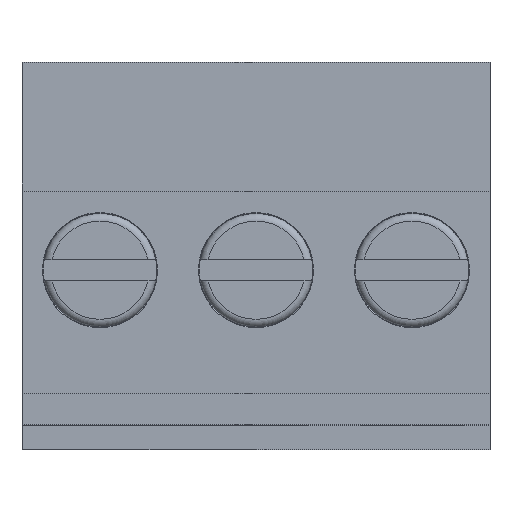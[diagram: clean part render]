
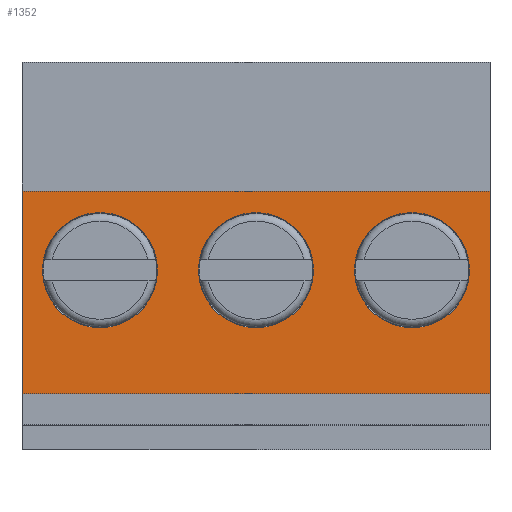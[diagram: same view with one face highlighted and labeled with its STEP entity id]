
A CAD part, top view. The second image highlights one B-rep face of the part: STEP entity #1352.
In plain terms, the highlighted planar face has unit normal (0, 0, 1).
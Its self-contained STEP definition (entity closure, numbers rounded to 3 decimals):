
#1352 = ADVANCED_FACE( '', ( #2731, #2732, #2733, #2734 ), #2735, .T. );
#2731 = FACE_BOUND( '', #4171, .T. );
#2732 = FACE_OUTER_BOUND( '', #4172, .T. );
#2733 = FACE_BOUND( '', #4173, .T. );
#2734 = FACE_BOUND( '', #4174, .T. );
#2735 = PLANE( '', #4175 );
#4171 = EDGE_LOOP( '', ( #7899 ) );
#4172 = EDGE_LOOP( '', ( #7900, #7901, #7902, #7903 ) );
#4173 = EDGE_LOOP( '', ( #7904 ) );
#4174 = EDGE_LOOP( '', ( #7905 ) );
#4175 = AXIS2_PLACEMENT_3D( '', #7906, #7907, #7908 );
#7899 = ORIENTED_EDGE( '', *, *, #9324, .T. );
#7900 = ORIENTED_EDGE( '', *, *, #9475, .F. );
#7901 = ORIENTED_EDGE( '', *, *, #10188, .F. );
#7902 = ORIENTED_EDGE( '', *, *, #9548, .T. );
#7903 = ORIENTED_EDGE( '', *, *, #9409, .T. );
#7904 = ORIENTED_EDGE( '', *, *, #10054, .T. );
#7905 = ORIENTED_EDGE( '', *, *, #10369, .T. );
#7906 = CARTESIAN_POINT( '', ( 7.62, -4.5, 9. ) );
#7907 = DIRECTION( '', ( 0., 0., 1. ) );
#7908 = DIRECTION( '', ( 1., 0., 0. ) );
#9324 = EDGE_CURVE( '', #11417, #11417, #11418, .T. );
#9409 = EDGE_CURVE( '', #11550, #11547, #11551, .T. );
#9475 = EDGE_CURVE( '', #11653, #11547, #11655, .T. );
#9548 = EDGE_CURVE( '', #11760, #11550, #11770, .T. );
#10054 = EDGE_CURVE( '', #12515, #12515, #12516, .T. );
#10188 = EDGE_CURVE( '', #11760, #11653, #12680, .T. );
#10369 = EDGE_CURVE( '', #12897, #12897, #12898, .T. );
#11417 = VERTEX_POINT( '', #14343 );
#11418 = CIRCLE( '', #14344, 1.875 );
#11547 = VERTEX_POINT( '', #14536 );
#11550 = VERTEX_POINT( '', #14540 );
#11551 = LINE( '', #14541, #14542 );
#11653 = VERTEX_POINT( '', #14683 );
#11655 = LINE( '', #14686, #14687 );
#11760 = VERTEX_POINT( '', #14842 );
#11770 = LINE( '', #14859, #14860 );
#12515 = VERTEX_POINT( '', #15953 );
#12516 = CIRCLE( '', #15954, 1.875 );
#12680 = LINE( '', #16197, #16198 );
#12897 = VERTEX_POINT( '', #16515 );
#12898 = CIRCLE( '', #16516, 1.875 );
#14343 = CARTESIAN_POINT( '', ( 1.875, -0.475, 9. ) );
#14344 = AXIS2_PLACEMENT_3D( '', #17254, #17255, #17256 );
#14536 = CARTESIAN_POINT( '', ( -7.62, 2.1, 9. ) );
#14540 = CARTESIAN_POINT( '', ( 7.62, 2.1, 9. ) );
#14541 = CARTESIAN_POINT( '', ( 7.62, 2.1, 9. ) );
#14542 = VECTOR( '', #17324, 1000. );
#14683 = CARTESIAN_POINT( '', ( -7.62, -4.5, 9. ) );
#14686 = CARTESIAN_POINT( '', ( -7.62, -4.5, 9. ) );
#14687 = VECTOR( '', #17401, 1000. );
#14842 = CARTESIAN_POINT( '', ( 7.62, -4.5, 9. ) );
#14859 = CARTESIAN_POINT( '', ( 7.62, -4.5, 9. ) );
#14860 = VECTOR( '', #17471, 1000. );
#15953 = CARTESIAN_POINT( '', ( 6.955, -0.475, 9. ) );
#15954 = AXIS2_PLACEMENT_3D( '', #17951, #17952, #17953 );
#16197 = CARTESIAN_POINT( '', ( 7.62, -4.5, 9. ) );
#16198 = VECTOR( '', #18048, 1000. );
#16515 = CARTESIAN_POINT( '', ( -3.205, -0.475, 9. ) );
#16516 = AXIS2_PLACEMENT_3D( '', #18185, #18186, #18187 );
#17254 = CARTESIAN_POINT( '', ( 0., -0.475, 9. ) );
#17255 = DIRECTION( '', ( 0., 0., -1. ) );
#17256 = DIRECTION( '', ( 1., 0., 0. ) );
#17324 = DIRECTION( '', ( -1., 0., 0. ) );
#17401 = DIRECTION( '', ( 0., 1., 0. ) );
#17471 = DIRECTION( '', ( 0., 1., 0. ) );
#17951 = CARTESIAN_POINT( '', ( 5.08, -0.475, 9. ) );
#17952 = DIRECTION( '', ( 0., 0., -1. ) );
#17953 = DIRECTION( '', ( 1., 0., 0. ) );
#18048 = DIRECTION( '', ( -1., 0., 0. ) );
#18185 = CARTESIAN_POINT( '', ( -5.08, -0.475, 9. ) );
#18186 = DIRECTION( '', ( 0., 0., -1. ) );
#18187 = DIRECTION( '', ( 1., 0., 0. ) );
